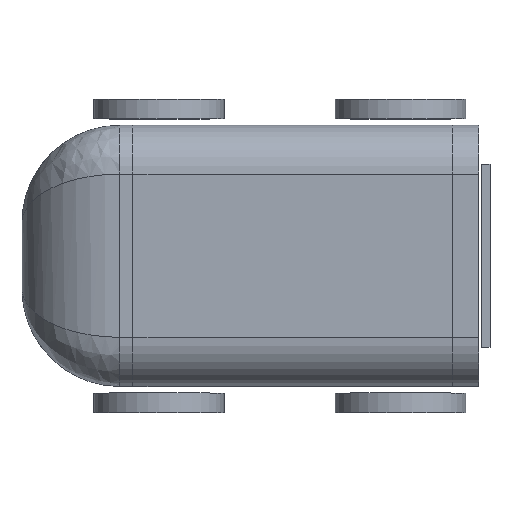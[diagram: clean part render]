
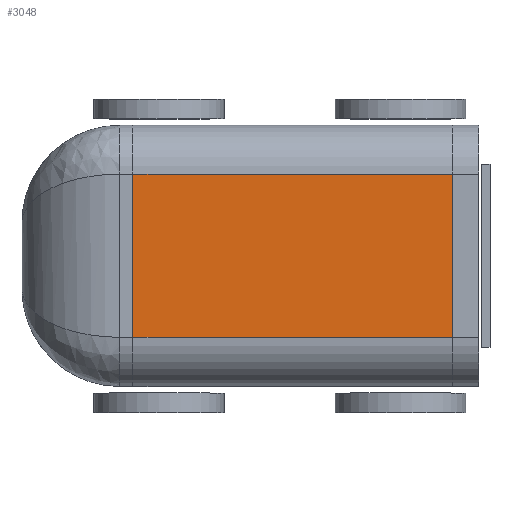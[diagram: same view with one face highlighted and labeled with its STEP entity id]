
A CAD part, top view. The second image highlights one B-rep face of the part: STEP entity #3048.
In plain terms, the highlighted planar face has unit normal (0, 0, 1).
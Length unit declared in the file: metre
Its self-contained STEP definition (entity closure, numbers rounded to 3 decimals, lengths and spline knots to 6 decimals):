
#208=LINE('',#5234,#468);
#218=LINE('',#5265,#478);
#222=LINE('',#5279,#482);
#223=LINE('',#5280,#483);
#468=VECTOR('',#4089,1.);
#478=VECTOR('',#4115,1.);
#482=VECTOR('',#4133,1.);
#483=VECTOR('',#4134,1.);
#637=PLANE('',#3406);
#1237=ORIENTED_EDGE('',*,*,#1793,.F.);
#1238=ORIENTED_EDGE('',*,*,#1815,.T.);
#1239=ORIENTED_EDGE('',*,*,#1808,.T.);
#1240=ORIENTED_EDGE('',*,*,#1816,.T.);
#1793=EDGE_CURVE('',#2123,#2124,#208,.T.);
#1808=EDGE_CURVE('',#2136,#2135,#218,.T.);
#1815=EDGE_CURVE('',#2123,#2136,#222,.F.);
#1816=EDGE_CURVE('',#2135,#2124,#223,.T.);
#2123=VERTEX_POINT('',#5235);
#2124=VERTEX_POINT('',#5236);
#2135=VERTEX_POINT('',#5264);
#2136=VERTEX_POINT('',#5266);
#2534=EDGE_LOOP('',(#1237,#1238,#1239,#1240));
#2784=FACE_BOUND('',#2534,.T.);
#3048=ADVANCED_FACE('',(#2784),#637,.T.);
#3406=AXIS2_PLACEMENT_3D('',#5278,#4131,#4132);
#4089=DIRECTION('',(0.,1.,0.));
#4115=DIRECTION('',(0.,1.,0.));
#4131=DIRECTION('',(0.,0.,1.));
#4132=DIRECTION('',(1.,0.,0.));
#4133=DIRECTION('',(-1.,0.,0.));
#4134=DIRECTION('',(-1.,0.,0.));
#5234=CARTESIAN_POINT('',(-0.036,-0.05,0.03));
#5235=CARTESIAN_POINT('',(-0.036,-0.025,0.03));
#5236=CARTESIAN_POINT('',(-0.036,0.025,0.03));
#5264=CARTESIAN_POINT('',(0.062,0.025,0.03));
#5265=CARTESIAN_POINT('',(0.062,-0.05,0.03));
#5266=CARTESIAN_POINT('',(0.062,-0.025,0.03));
#5278=CARTESIAN_POINT('',(0.,0.,0.03));
#5279=CARTESIAN_POINT('',(0.,-0.025,0.03));
#5280=CARTESIAN_POINT('',(-0.07,0.025,0.03));
